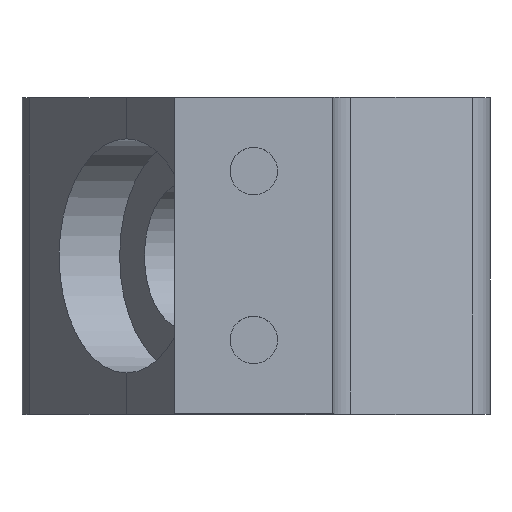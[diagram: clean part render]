
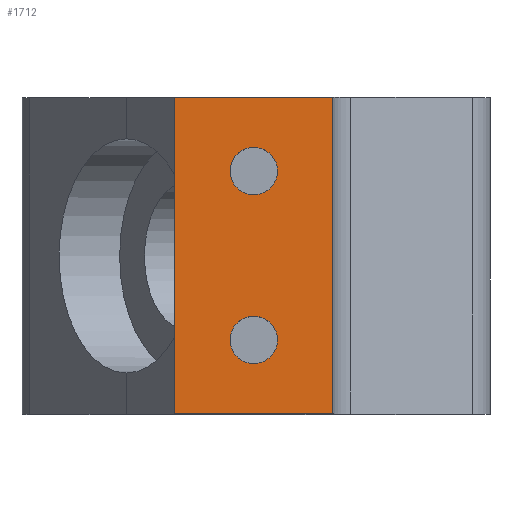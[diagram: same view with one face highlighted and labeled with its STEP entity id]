
A CAD part, top view. The second image highlights one B-rep face of the part: STEP entity #1712.
In plain terms, the highlighted planar face has unit normal (0, 0, 1).
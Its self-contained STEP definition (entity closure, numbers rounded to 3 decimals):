
#129 = PLANE('',#130);
#130 = AXIS2_PLACEMENT_3D('',#131,#132,#133);
#131 = CARTESIAN_POINT('',(938.8,15.,39.8));
#132 = DIRECTION('',(0.,1.,0.));
#133 = DIRECTION('',(1.,0.,0.));
#766 = VERTEX_POINT('',#767);
#767 = CARTESIAN_POINT('',(953.8,15.,59.8));
#781 = PLANE('',#782);
#782 = AXIS2_PLACEMENT_3D('',#783,#784,#785);
#783 = CARTESIAN_POINT('',(953.8,15.,39.8));
#784 = DIRECTION('',(1.,0.,0.));
#785 = DIRECTION('',(0.,-1.,0.));
#891 = VERTEX_POINT('',#892);
#892 = CARTESIAN_POINT('',(938.8,15.,59.8));
#906 = PLANE('',#907);
#907 = AXIS2_PLACEMENT_3D('',#908,#909,#910);
#908 = CARTESIAN_POINT('',(938.8,-15.,39.8));
#909 = DIRECTION('',(-1.,0.,0.));
#910 = DIRECTION('',(0.,1.,0.));
#918 = EDGE_CURVE('',#891,#766,#919,.T.);
#919 = SURFACE_CURVE('',#920,(#924,#931),.PCURVE_S1.);
#920 = LINE('',#921,#922);
#921 = CARTESIAN_POINT('',(938.8,15.,59.8));
#922 = VECTOR('',#923,1.);
#923 = DIRECTION('',(1.,0.,0.));
#924 = PCURVE('',#129,#925);
#925 = DEFINITIONAL_REPRESENTATION('',(#926),#930);
#926 = LINE('',#927,#928);
#927 = CARTESIAN_POINT('',(0.,-20.));
#928 = VECTOR('',#929,1.);
#929 = DIRECTION('',(1.,0.));
#930 = ( GEOMETRIC_REPRESENTATION_CONTEXT(2) 
PARAMETRIC_REPRESENTATION_CONTEXT() REPRESENTATION_CONTEXT('2D SPACE',''
  ) );
#931 = PCURVE('',#932,#937);
#932 = PLANE('',#933);
#933 = AXIS2_PLACEMENT_3D('',#934,#935,#936);
#934 = CARTESIAN_POINT('',(946.3,0.,59.8));
#935 = DIRECTION('',(0.,0.,-1.));
#936 = DIRECTION('',(-1.,0.,0.));
#937 = DEFINITIONAL_REPRESENTATION('',(#938),#942);
#938 = LINE('',#939,#940);
#939 = CARTESIAN_POINT('',(7.5,15.));
#940 = VECTOR('',#941,1.);
#941 = DIRECTION('',(-1.,0.));
#942 = ( GEOMETRIC_REPRESENTATION_CONTEXT(2) 
PARAMETRIC_REPRESENTATION_CONTEXT() REPRESENTATION_CONTEXT('2D SPACE',''
  ) );
#1538 = PLANE('',#1539);
#1539 = AXIS2_PLACEMENT_3D('',#1540,#1541,#1542);
#1540 = CARTESIAN_POINT('',(953.8,-15.,39.8));
#1541 = DIRECTION('',(0.,-1.,0.));
#1542 = DIRECTION('',(-1.,0.,0.));
#1668 = VERTEX_POINT('',#1669);
#1669 = CARTESIAN_POINT('',(953.8,-15.,59.8));
#1692 = EDGE_CURVE('',#766,#1668,#1693,.T.);
#1693 = SURFACE_CURVE('',#1694,(#1698,#1705),.PCURVE_S1.);
#1694 = LINE('',#1695,#1696);
#1695 = CARTESIAN_POINT('',(953.8,15.,59.8));
#1696 = VECTOR('',#1697,1.);
#1697 = DIRECTION('',(0.,-1.,0.));
#1698 = PCURVE('',#781,#1699);
#1699 = DEFINITIONAL_REPRESENTATION('',(#1700),#1704);
#1700 = LINE('',#1701,#1702);
#1701 = CARTESIAN_POINT('',(0.,-20.));
#1702 = VECTOR('',#1703,1.);
#1703 = DIRECTION('',(1.,0.));
#1704 = ( GEOMETRIC_REPRESENTATION_CONTEXT(2) 
PARAMETRIC_REPRESENTATION_CONTEXT() REPRESENTATION_CONTEXT('2D SPACE',''
  ) );
#1705 = PCURVE('',#932,#1706);
#1706 = DEFINITIONAL_REPRESENTATION('',(#1707),#1711);
#1707 = LINE('',#1708,#1709);
#1708 = CARTESIAN_POINT('',(-7.5,15.));
#1709 = VECTOR('',#1710,1.);
#1710 = DIRECTION('',(-0.,-1.));
#1711 = ( GEOMETRIC_REPRESENTATION_CONTEXT(2) 
PARAMETRIC_REPRESENTATION_CONTEXT() REPRESENTATION_CONTEXT('2D SPACE',''
  ) );
#1712 = ADVANCED_FACE('',(#1713,#1761,#1796),#932,.F.);
#1713 = FACE_BOUND('',#1714,.F.);
#1714 = EDGE_LOOP('',(#1715,#1716,#1717,#1740));
#1715 = ORIENTED_EDGE('',*,*,#918,.T.);
#1716 = ORIENTED_EDGE('',*,*,#1692,.T.);
#1717 = ORIENTED_EDGE('',*,*,#1718,.T.);
#1718 = EDGE_CURVE('',#1668,#1719,#1721,.T.);
#1719 = VERTEX_POINT('',#1720);
#1720 = CARTESIAN_POINT('',(938.8,-15.,59.8));
#1721 = SURFACE_CURVE('',#1722,(#1726,#1733),.PCURVE_S1.);
#1722 = LINE('',#1723,#1724);
#1723 = CARTESIAN_POINT('',(953.8,-15.,59.8));
#1724 = VECTOR('',#1725,1.);
#1725 = DIRECTION('',(-1.,0.,0.));
#1726 = PCURVE('',#932,#1727);
#1727 = DEFINITIONAL_REPRESENTATION('',(#1728),#1732);
#1728 = LINE('',#1729,#1730);
#1729 = CARTESIAN_POINT('',(-7.5,-15.));
#1730 = VECTOR('',#1731,1.);
#1731 = DIRECTION('',(1.,0.));
#1732 = ( GEOMETRIC_REPRESENTATION_CONTEXT(2) 
PARAMETRIC_REPRESENTATION_CONTEXT() REPRESENTATION_CONTEXT('2D SPACE',''
  ) );
#1733 = PCURVE('',#1538,#1734);
#1734 = DEFINITIONAL_REPRESENTATION('',(#1735),#1739);
#1735 = LINE('',#1736,#1737);
#1736 = CARTESIAN_POINT('',(0.,-20.));
#1737 = VECTOR('',#1738,1.);
#1738 = DIRECTION('',(1.,0.));
#1739 = ( GEOMETRIC_REPRESENTATION_CONTEXT(2) 
PARAMETRIC_REPRESENTATION_CONTEXT() REPRESENTATION_CONTEXT('2D SPACE',''
  ) );
#1740 = ORIENTED_EDGE('',*,*,#1741,.T.);
#1741 = EDGE_CURVE('',#1719,#891,#1742,.T.);
#1742 = SURFACE_CURVE('',#1743,(#1747,#1754),.PCURVE_S1.);
#1743 = LINE('',#1744,#1745);
#1744 = CARTESIAN_POINT('',(938.8,-15.,59.8));
#1745 = VECTOR('',#1746,1.);
#1746 = DIRECTION('',(0.,1.,0.));
#1747 = PCURVE('',#932,#1748);
#1748 = DEFINITIONAL_REPRESENTATION('',(#1749),#1753);
#1749 = LINE('',#1750,#1751);
#1750 = CARTESIAN_POINT('',(7.5,-15.));
#1751 = VECTOR('',#1752,1.);
#1752 = DIRECTION('',(0.,1.));
#1753 = ( GEOMETRIC_REPRESENTATION_CONTEXT(2) 
PARAMETRIC_REPRESENTATION_CONTEXT() REPRESENTATION_CONTEXT('2D SPACE',''
  ) );
#1754 = PCURVE('',#906,#1755);
#1755 = DEFINITIONAL_REPRESENTATION('',(#1756),#1760);
#1756 = LINE('',#1757,#1758);
#1757 = CARTESIAN_POINT('',(0.,-20.));
#1758 = VECTOR('',#1759,1.);
#1759 = DIRECTION('',(1.,0.));
#1760 = ( GEOMETRIC_REPRESENTATION_CONTEXT(2) 
PARAMETRIC_REPRESENTATION_CONTEXT() REPRESENTATION_CONTEXT('2D SPACE',''
  ) );
#1761 = FACE_BOUND('',#1762,.F.);
#1762 = EDGE_LOOP('',(#1763));
#1763 = ORIENTED_EDGE('',*,*,#1764,.T.);
#1764 = EDGE_CURVE('',#1765,#1765,#1767,.T.);
#1765 = VERTEX_POINT('',#1766);
#1766 = CARTESIAN_POINT('',(946.3,10.25,59.8));
#1767 = SURFACE_CURVE('',#1768,(#1773,#1784),.PCURVE_S1.);
#1768 = CIRCLE('',#1769,2.25);
#1769 = AXIS2_PLACEMENT_3D('',#1770,#1771,#1772);
#1770 = CARTESIAN_POINT('',(946.3,8.,59.8));
#1771 = DIRECTION('',(0.,0.,1.));
#1772 = DIRECTION('',(0.,1.,0.));
#1773 = PCURVE('',#932,#1774);
#1774 = DEFINITIONAL_REPRESENTATION('',(#1775),#1783);
#1775 = ( BOUNDED_CURVE() B_SPLINE_CURVE(2,(#1776,#1777,#1778,#1779,
#1780,#1781,#1782),.UNSPECIFIED.,.T.,.F.) B_SPLINE_CURVE_WITH_KNOTS((1,2
    ,2,2,2,1),(-2.094,0.,2.094,4.189,
6.283,8.378),.UNSPECIFIED.) CURVE() 
GEOMETRIC_REPRESENTATION_ITEM() RATIONAL_B_SPLINE_CURVE((1.,0.5,1.,0.5,
1.,0.5,1.)) REPRESENTATION_ITEM('') );
#1776 = CARTESIAN_POINT('',(0.,10.25));
#1777 = CARTESIAN_POINT('',(3.897,10.25));
#1778 = CARTESIAN_POINT('',(1.949,6.875));
#1779 = CARTESIAN_POINT('',(0.,3.5));
#1780 = CARTESIAN_POINT('',(-1.949,6.875));
#1781 = CARTESIAN_POINT('',(-3.897,10.25));
#1782 = CARTESIAN_POINT('',(0.,10.25));
#1783 = ( GEOMETRIC_REPRESENTATION_CONTEXT(2) 
PARAMETRIC_REPRESENTATION_CONTEXT() REPRESENTATION_CONTEXT('2D SPACE',''
  ) );
#1784 = PCURVE('',#1785,#1790);
#1785 = CYLINDRICAL_SURFACE('',#1786,2.25);
#1786 = AXIS2_PLACEMENT_3D('',#1787,#1788,#1789);
#1787 = CARTESIAN_POINT('',(946.3,8.,59.8));
#1788 = DIRECTION('',(0.,0.,1.));
#1789 = DIRECTION('',(0.,1.,0.));
#1790 = DEFINITIONAL_REPRESENTATION('',(#1791),#1795);
#1791 = LINE('',#1792,#1793);
#1792 = CARTESIAN_POINT('',(0.,0.));
#1793 = VECTOR('',#1794,1.);
#1794 = DIRECTION('',(1.,0.));
#1795 = ( GEOMETRIC_REPRESENTATION_CONTEXT(2) 
PARAMETRIC_REPRESENTATION_CONTEXT() REPRESENTATION_CONTEXT('2D SPACE',''
  ) );
#1796 = FACE_BOUND('',#1797,.F.);
#1797 = EDGE_LOOP('',(#1798));
#1798 = ORIENTED_EDGE('',*,*,#1799,.T.);
#1799 = EDGE_CURVE('',#1800,#1800,#1802,.T.);
#1800 = VERTEX_POINT('',#1801);
#1801 = CARTESIAN_POINT('',(946.3,-5.75,59.8));
#1802 = SURFACE_CURVE('',#1803,(#1808,#1819),.PCURVE_S1.);
#1803 = CIRCLE('',#1804,2.25);
#1804 = AXIS2_PLACEMENT_3D('',#1805,#1806,#1807);
#1805 = CARTESIAN_POINT('',(946.3,-8.,59.8));
#1806 = DIRECTION('',(0.,0.,1.));
#1807 = DIRECTION('',(0.,1.,0.));
#1808 = PCURVE('',#932,#1809);
#1809 = DEFINITIONAL_REPRESENTATION('',(#1810),#1818);
#1810 = ( BOUNDED_CURVE() B_SPLINE_CURVE(2,(#1811,#1812,#1813,#1814,
#1815,#1816,#1817),.UNSPECIFIED.,.T.,.F.) B_SPLINE_CURVE_WITH_KNOTS((1,2
    ,2,2,2,1),(-2.094,0.,2.094,4.189,
6.283,8.378),.UNSPECIFIED.) CURVE() 
GEOMETRIC_REPRESENTATION_ITEM() RATIONAL_B_SPLINE_CURVE((1.,0.5,1.,0.5,
1.,0.5,1.)) REPRESENTATION_ITEM('') );
#1811 = CARTESIAN_POINT('',(0.,-5.75));
#1812 = CARTESIAN_POINT('',(3.897,-5.75));
#1813 = CARTESIAN_POINT('',(1.949,-9.125));
#1814 = CARTESIAN_POINT('',(0.,-12.5));
#1815 = CARTESIAN_POINT('',(-1.949,-9.125));
#1816 = CARTESIAN_POINT('',(-3.897,-5.75));
#1817 = CARTESIAN_POINT('',(0.,-5.75));
#1818 = ( GEOMETRIC_REPRESENTATION_CONTEXT(2) 
PARAMETRIC_REPRESENTATION_CONTEXT() REPRESENTATION_CONTEXT('2D SPACE',''
  ) );
#1819 = PCURVE('',#1820,#1825);
#1820 = CYLINDRICAL_SURFACE('',#1821,2.25);
#1821 = AXIS2_PLACEMENT_3D('',#1822,#1823,#1824);
#1822 = CARTESIAN_POINT('',(946.3,-8.,59.8));
#1823 = DIRECTION('',(0.,0.,1.));
#1824 = DIRECTION('',(0.,1.,0.));
#1825 = DEFINITIONAL_REPRESENTATION('',(#1826),#1830);
#1826 = LINE('',#1827,#1828);
#1827 = CARTESIAN_POINT('',(0.,0.));
#1828 = VECTOR('',#1829,1.);
#1829 = DIRECTION('',(1.,0.));
#1830 = ( GEOMETRIC_REPRESENTATION_CONTEXT(2) 
PARAMETRIC_REPRESENTATION_CONTEXT() REPRESENTATION_CONTEXT('2D SPACE',''
  ) );
